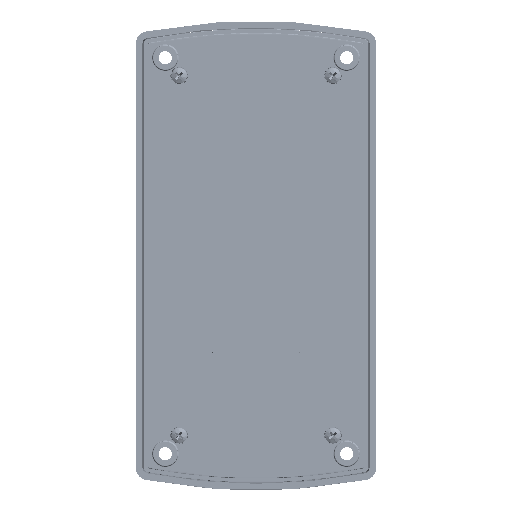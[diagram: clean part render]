
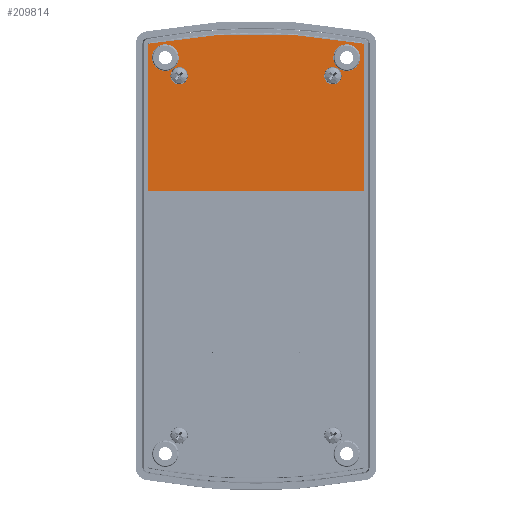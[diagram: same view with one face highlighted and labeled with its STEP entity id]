
A CAD part, front view. The second image highlights one B-rep face of the part: STEP entity #209814.
In plain terms, the highlighted free-form (B-spline) face has degree [1, 1] with [2, 2] control points.
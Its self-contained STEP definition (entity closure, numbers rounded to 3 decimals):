
#209814 = ADVANCED_FACE('',(#209815,#209868,#209882,#209896,#209910),
  #209924,.T.);
#209815 = FACE_BOUND('',#209816,.T.);
#209816 = EDGE_LOOP('',(#209817,#209826,#209833,#209844,#209852,#209863)
  );
#209817 = ORIENTED_EDGE('',*,*,#209818,.F.);
#209818 = EDGE_CURVE('',#209819,#209821,#209823,.T.);
#209819 = VERTEX_POINT('',#209820);
#209820 = CARTESIAN_POINT('',(47.081,-2.538,
    50.633));
#209821 = VERTEX_POINT('',#209822);
#209822 = CARTESIAN_POINT('',(-47.081,-2.538,
    50.633));
#209823 = B_SPLINE_CURVE_WITH_KNOTS('',1,(#209824,#209825),
  .UNSPECIFIED.,.F.,.F.,(2,2),(-37.692,37.692),
  .PIECEWISE_BEZIER_KNOTS.);
#209824 = CARTESIAN_POINT('',(47.081,-2.538,
    50.633));
#209825 = CARTESIAN_POINT('',(-47.081,-2.538,
    50.633));
#209826 = ORIENTED_EDGE('',*,*,#209827,.T.);
#209827 = EDGE_CURVE('',#209819,#209828,#209830,.T.);
#209828 = VERTEX_POINT('',#209829);
#209829 = CARTESIAN_POINT('',(47.081,-2.538,
    114.744));
#209830 = B_SPLINE_CURVE_WITH_KNOTS('',1,(#209831,#209832),
  .UNSPECIFIED.,.F.,.F.,(2,2),(-140.617,-89.292),
  .PIECEWISE_BEZIER_KNOTS.);
#209831 = CARTESIAN_POINT('',(47.081,-2.538,
    50.633));
#209832 = CARTESIAN_POINT('',(47.081,-2.538,
    114.744));
#209833 = ORIENTED_EDGE('',*,*,#209834,.T.);
#209834 = EDGE_CURVE('',#209828,#209835,#209837,.T.);
#209835 = VERTEX_POINT('',#209836);
#209836 = CARTESIAN_POINT('',(46.695,-2.538,
    115.21));
#209837 = B_SPLINE_CURVE_WITH_KNOTS('',3,(#209838,#209839,#209840,
    #209841,#209842,#209843),.UNSPECIFIED.,.F.,.F.,(4,2,4),(0.,
    0.,0.001),.UNSPECIFIED.);
#209838 = CARTESIAN_POINT('',(47.081,-2.538,
    114.744));
#209839 = CARTESIAN_POINT('',(47.081,-2.538,
    114.854));
#209840 = CARTESIAN_POINT('',(47.043,-2.538,
    114.962));
#209841 = CARTESIAN_POINT('',(46.902,-2.538,
    115.131));
#209842 = CARTESIAN_POINT('',(46.804,-2.538,
    115.189));
#209843 = CARTESIAN_POINT('',(46.695,-2.538,
    115.21));
#209844 = ORIENTED_EDGE('',*,*,#209845,.T.);
#209845 = EDGE_CURVE('',#209835,#209846,#209848,.T.);
#209846 = VERTEX_POINT('',#209847);
#209847 = CARTESIAN_POINT('',(-46.695,-2.538,
    115.21));
#209848 = ( BOUNDED_CURVE() B_SPLINE_CURVE(2,(#209849,#209850,#209851),
.UNSPECIFIED.,.F.,.F.) B_SPLINE_CURVE_WITH_KNOTS((3,3),(2.954,
3.329),.PIECEWISE_BEZIER_KNOTS.) CURVE() 
GEOMETRIC_REPRESENTATION_ITEM() RATIONAL_B_SPLINE_CURVE((1.,
0.983,1.)) REPRESENTATION_ITEM('') );
#209849 = CARTESIAN_POINT('',(46.695,-2.538,
    115.21));
#209850 = CARTESIAN_POINT('',(0.,-2.538,
    124.054));
#209851 = CARTESIAN_POINT('',(-46.695,-2.538,
    115.21));
#209852 = ORIENTED_EDGE('',*,*,#209853,.T.);
#209853 = EDGE_CURVE('',#209846,#209854,#209856,.T.);
#209854 = VERTEX_POINT('',#209855);
#209855 = CARTESIAN_POINT('',(-47.081,-2.538,
    114.744));
#209856 = B_SPLINE_CURVE_WITH_KNOTS('',3,(#209857,#209858,#209859,
    #209860,#209861,#209862),.UNSPECIFIED.,.F.,.F.,(4,2,4),(0.,
    0.,0.001),.UNSPECIFIED.);
#209857 = CARTESIAN_POINT('',(-46.695,-2.538,
    115.21));
#209858 = CARTESIAN_POINT('',(-46.804,-2.538,
    115.189));
#209859 = CARTESIAN_POINT('',(-46.902,-2.538,
    115.131));
#209860 = CARTESIAN_POINT('',(-47.043,-2.538,
    114.961));
#209861 = CARTESIAN_POINT('',(-47.081,-2.538,
    114.854));
#209862 = CARTESIAN_POINT('',(-47.081,-2.538,
    114.744));
#209863 = ORIENTED_EDGE('',*,*,#209864,.T.);
#209864 = EDGE_CURVE('',#209854,#209821,#209865,.T.);
#209865 = B_SPLINE_CURVE_WITH_KNOTS('',1,(#209866,#209867),
  .UNSPECIFIED.,.F.,.F.,(2,2),(89.292,140.617),
  .PIECEWISE_BEZIER_KNOTS.);
#209866 = CARTESIAN_POINT('',(-47.081,-2.538,
    114.744));
#209867 = CARTESIAN_POINT('',(-47.081,-2.538,
    50.633));
#209868 = FACE_BOUND('',#209869,.T.);
#209869 = EDGE_LOOP('',(#209870));
#209870 = ORIENTED_EDGE('',*,*,#209871,.T.);
#209871 = EDGE_CURVE('',#209872,#209872,#209874,.T.);
#209872 = VERTEX_POINT('',#209873);
#209873 = CARTESIAN_POINT('',(39.659,-2.538,
    103.198));
#209874 = ( BOUNDED_CURVE() B_SPLINE_CURVE(2,(#209875,#209876,#209877,
    #209878,#209879,#209880,#209881),.UNSPECIFIED.,.T.,.F.) 
B_SPLINE_CURVE_WITH_KNOTS((1,2,2,2,2,1),(-2.094,0.,
    2.094,4.189,6.283,8.378),
.UNSPECIFIED.) CURVE() GEOMETRIC_REPRESENTATION_ITEM() 
RATIONAL_B_SPLINE_CURVE((1.,0.5,1.,0.5,1.,0.5,1.)) REPRESENTATION_ITEM(
  '') );
#209875 = CARTESIAN_POINT('',(39.659,-2.538,
    103.198));
#209876 = CARTESIAN_POINT('',(29.53,-2.538,
    103.198));
#209877 = CARTESIAN_POINT('',(34.594,-2.538,
    111.97));
#209878 = CARTESIAN_POINT('',(39.659,-2.538,
    120.743));
#209879 = CARTESIAN_POINT('',(44.724,-2.538,
    111.97));
#209880 = CARTESIAN_POINT('',(49.788,-2.538,
    103.198));
#209881 = CARTESIAN_POINT('',(39.659,-2.538,
    103.198));
#209882 = FACE_BOUND('',#209883,.T.);
#209883 = EDGE_LOOP('',(#209884));
#209884 = ORIENTED_EDGE('',*,*,#209885,.T.);
#209885 = EDGE_CURVE('',#209886,#209886,#209888,.T.);
#209886 = VERTEX_POINT('',#209887);
#209887 = CARTESIAN_POINT('',(-39.659,-2.538,
    103.198));
#209888 = ( BOUNDED_CURVE() B_SPLINE_CURVE(2,(#209889,#209890,#209891,
    #209892,#209893,#209894,#209895),.UNSPECIFIED.,.T.,.F.) 
B_SPLINE_CURVE_WITH_KNOTS((1,2,2,2,2,1),(-2.094,0.,
    2.094,4.189,6.283,8.378),
.UNSPECIFIED.) CURVE() GEOMETRIC_REPRESENTATION_ITEM() 
RATIONAL_B_SPLINE_CURVE((1.,0.5,1.,0.5,1.,0.5,1.)) REPRESENTATION_ITEM(
  '') );
#209889 = CARTESIAN_POINT('',(-39.659,-2.538,
    103.198));
#209890 = CARTESIAN_POINT('',(-49.788,-2.538,
    103.198));
#209891 = CARTESIAN_POINT('',(-44.724,-2.538,
    111.97));
#209892 = CARTESIAN_POINT('',(-39.659,-2.538,
    120.743));
#209893 = CARTESIAN_POINT('',(-34.594,-2.538,
    111.97));
#209894 = CARTESIAN_POINT('',(-29.53,-2.538,
    103.198));
#209895 = CARTESIAN_POINT('',(-39.659,-2.538,
    103.198));
#209896 = FACE_BOUND('',#209897,.T.);
#209897 = EDGE_LOOP('',(#209898));
#209898 = ORIENTED_EDGE('',*,*,#209899,.T.);
#209899 = EDGE_CURVE('',#209900,#209900,#209902,.T.);
#209900 = VERTEX_POINT('',#209901);
#209901 = CARTESIAN_POINT('',(-37.438,-2.538,
    101.115));
#209902 = ( BOUNDED_CURVE() B_SPLINE_CURVE(2,(#209903,#209904,#209905,
    #209906,#209907,#209908,#209909),.UNSPECIFIED.,.T.,.F.) 
B_SPLINE_CURVE_WITH_KNOTS((1,2,2,2,2,1),(-2.094,0.,
    2.094,4.189,6.283,8.378),
.UNSPECIFIED.) CURVE() GEOMETRIC_REPRESENTATION_ITEM() 
RATIONAL_B_SPLINE_CURVE((1.,0.5,1.,0.5,1.,0.5,1.)) REPRESENTATION_ITEM(
  '') );
#209903 = CARTESIAN_POINT('',(-37.438,-2.538,
    101.115));
#209904 = CARTESIAN_POINT('',(-37.438,-2.538,
    107.709));
#209905 = CARTESIAN_POINT('',(-31.727,-2.538,
    104.412));
#209906 = CARTESIAN_POINT('',(-26.016,-2.538,
    101.115));
#209907 = CARTESIAN_POINT('',(-31.727,-2.538,
    97.817));
#209908 = CARTESIAN_POINT('',(-37.438,-2.538,
    94.52));
#209909 = CARTESIAN_POINT('',(-37.438,-2.538,
    101.115));
#209910 = FACE_BOUND('',#209911,.T.);
#209911 = EDGE_LOOP('',(#209912));
#209912 = ORIENTED_EDGE('',*,*,#209913,.F.);
#209913 = EDGE_CURVE('',#209914,#209914,#209916,.T.);
#209914 = VERTEX_POINT('',#209915);
#209915 = CARTESIAN_POINT('',(37.438,-2.538,
    101.115));
#209916 = ( BOUNDED_CURVE() B_SPLINE_CURVE(2,(#209917,#209918,#209919,
    #209920,#209921,#209922,#209923),.UNSPECIFIED.,.T.,.F.) 
B_SPLINE_CURVE_WITH_KNOTS((1,2,2,2,2,1),(-2.094,0.,
    2.094,4.189,6.283,8.378),
.UNSPECIFIED.) CURVE() GEOMETRIC_REPRESENTATION_ITEM() 
RATIONAL_B_SPLINE_CURVE((1.,0.5,1.,0.5,1.,0.5,1.)) REPRESENTATION_ITEM(
  '') );
#209917 = CARTESIAN_POINT('',(37.438,-2.538,
    101.115));
#209918 = CARTESIAN_POINT('',(37.438,-2.538,
    107.709));
#209919 = CARTESIAN_POINT('',(31.727,-2.538,
    104.412));
#209920 = CARTESIAN_POINT('',(26.016,-2.538,
    101.115));
#209921 = CARTESIAN_POINT('',(31.727,-2.538,
    97.817));
#209922 = CARTESIAN_POINT('',(37.438,-2.538,
    94.52));
#209923 = CARTESIAN_POINT('',(37.438,-2.538,
    101.115));
#209924 = B_SPLINE_SURFACE_WITH_KNOTS('',1,1,(
    (#209925,#209926)
    ,(#209927,#209928
    )),.UNSPECIFIED.,.F.,.F.,.F.,(2,2),(2,2),(85.41,
    140.617),(-37.692,37.692),
  .PIECEWISE_BEZIER_KNOTS.);
#209925 = CARTESIAN_POINT('',(-47.081,-2.538,
    119.593));
#209926 = CARTESIAN_POINT('',(47.081,-2.538,
    119.593));
#209927 = CARTESIAN_POINT('',(-47.081,-2.538,
    50.633));
#209928 = CARTESIAN_POINT('',(47.081,-2.538,
    50.633));
